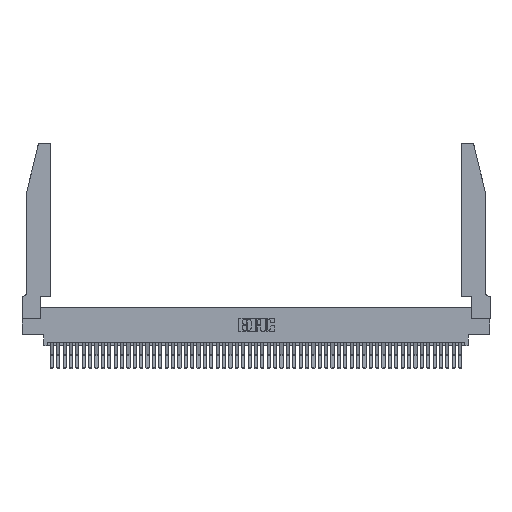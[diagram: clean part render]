
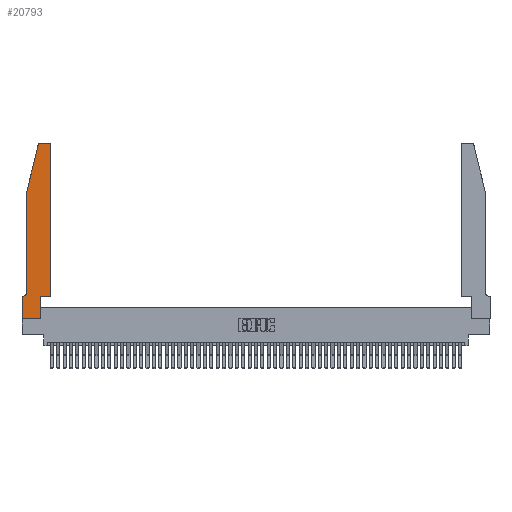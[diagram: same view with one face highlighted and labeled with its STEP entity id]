
A CAD part, top view. The second image highlights one B-rep face of the part: STEP entity #20793.
In plain terms, the highlighted planar face has unit normal (0, 0, 1).
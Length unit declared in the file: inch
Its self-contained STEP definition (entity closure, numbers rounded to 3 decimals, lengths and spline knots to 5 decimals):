
#797 = VECTOR ( 'NONE', #29224, 39.37008 ) ;
#1592 = ORIENTED_EDGE ( 'NONE', *, *, #39744, .T. ) ;
#1741 = CARTESIAN_POINT ( 'NONE',  ( 0., 0.35, 0.37 ) ) ;
#2078 = DIRECTION ( 'NONE',  ( 1., 0., 0. ) ) ;
#2222 = VECTOR ( 'NONE', #15331, 39.37008 ) ;
#2763 = ORIENTED_EDGE ( 'NONE', *, *, #6444, .T. ) ;
#2893 = ORIENTED_EDGE ( 'NONE', *, *, #33085, .T. ) ;
#3519 = CARTESIAN_POINT ( 'NONE',  ( 0.4505, 0.35, 0.37 ) ) ;
#4421 = CARTESIAN_POINT ( 'NONE',  ( 0., 0., 0.37 ) ) ;
#4521 = EDGE_CURVE ( 'NONE', #24460, #47039, #27678, .T. ) ;
#5114 = CARTESIAN_POINT ( 'NONE',  ( 0., 0., 0.37 ) ) ;
#6444 = EDGE_CURVE ( 'NONE', #29455, #9066, #22666, .T. ) ;
#8499 = AXIS2_PLACEMENT_3D ( 'NONE', #46998, #22605, #51075 ) ;
#8769 = DIRECTION ( 'NONE',  ( 0., 1., 0. ) ) ;
#9066 = VERTEX_POINT ( 'NONE', #5114 ) ;
#9698 = LINE ( 'NONE', #29229, #37863 ) ;
#9911 = CARTESIAN_POINT ( 'NONE',  ( 0.4505, 0.35, 0.37 ) ) ;
#10189 = PLANE ( 'NONE',  #12516 ) ;
#10400 = ORIENTED_EDGE ( 'NONE', *, *, #4521, .T. ) ;
#10708 = VERTEX_POINT ( 'NONE', #18614 ) ;
#11424 = DIRECTION ( 'NONE',  ( -1., 0., 0. ) ) ;
#11688 = LINE ( 'NONE', #9911, #32157 ) ;
#11880 = LINE ( 'NONE', #36514, #2222 ) ;
#12265 = DIRECTION ( 'NONE',  ( 0., 0., 1. ) ) ;
#12516 = AXIS2_PLACEMENT_3D ( 'NONE', #22560, #26713, #2078 ) ;
#12821 = VERTEX_POINT ( 'NONE', #26081 ) ;
#14124 = CIRCLE ( 'NONE', #30599, 0.03 ) ;
#15054 = CARTESIAN_POINT ( 'NONE',  ( 0.0755, 2., 0.37 ) ) ;
#15331 = DIRECTION ( 'NONE',  ( -0.239, -0.971, 0. ) ) ;
#16088 = EDGE_CURVE ( 'NONE', #12821, #20107, #51873, .T. ) ;
#16754 = VECTOR ( 'NONE', #11424, 39.37008 ) ;
#18614 = CARTESIAN_POINT ( 'NONE',  ( 0.0755, 0.42, 0.37 ) ) ;
#19223 = FACE_OUTER_BOUND ( 'NONE', #38196, .T. ) ;
#19306 = CARTESIAN_POINT ( 'NONE',  ( 0.0055, 0.35, 0.37 ) ) ;
#19536 = CIRCLE ( 'NONE', #8499, 0.07 ) ;
#19852 = DIRECTION ( 'NONE',  ( 1., 0., 0. ) ) ;
#20072 = CARTESIAN_POINT ( 'NONE',  ( 0.0755, 2., 0.37 ) ) ;
#20107 = VERTEX_POINT ( 'NONE', #21249 ) ;
#20793 = ADVANCED_FACE ( 'NONE', ( #19223 ), #10189, .T. ) ;
#21249 = CARTESIAN_POINT ( 'NONE',  ( 0.4505, 0.35, 0.37 ) ) ;
#21342 = CARTESIAN_POINT ( 'NONE',  ( 0.284, 2.72, 0.37 ) ) ;
#21376 = ORIENTED_EDGE ( 'NONE', *, *, #47682, .T. ) ;
#22560 = CARTESIAN_POINT ( 'NONE',  ( 0., 0.35, 0.37 ) ) ;
#22605 = DIRECTION ( 'NONE',  ( 0., 0., -1. ) ) ;
#22666 = LINE ( 'NONE', #4421, #797 ) ;
#22823 = VERTEX_POINT ( 'NONE', #19306 ) ;
#24460 = VERTEX_POINT ( 'NONE', #52638 ) ;
#24462 = EDGE_CURVE ( 'NONE', #10708, #22823, #19536, .T. ) ;
#25490 = DIRECTION ( 'NONE',  ( 1., 0., 0. ) ) ;
#25530 = VERTEX_POINT ( 'NONE', #28799 ) ;
#25585 = AXIS2_PLACEMENT_3D ( 'NONE', #21342, #49807, #25490 ) ;
#26081 = CARTESIAN_POINT ( 'NONE',  ( 0.2865, 0.35, 0.37 ) ) ;
#26318 = VERTEX_POINT ( 'NONE', #38079 ) ;
#26713 = DIRECTION ( 'NONE',  ( 0., 0., 1. ) ) ;
#27292 = LINE ( 'NONE', #20072, #36745 ) ;
#27351 = ORIENTED_EDGE ( 'NONE', *, *, #34671, .T. ) ;
#27352 = VECTOR ( 'NONE', #43617, 39.37008 ) ;
#27678 = LINE ( 'NONE', #43922, #16754 ) ;
#28799 = CARTESIAN_POINT ( 'NONE',  ( 0.25487, 2.72718, 0.37 ) ) ;
#29224 = DIRECTION ( 'NONE',  ( 0., -1., 0. ) ) ;
#29229 = CARTESIAN_POINT ( 'NONE',  ( 0.2865, 0.35, 0.37 ) ) ;
#29455 = VERTEX_POINT ( 'NONE', #1741 ) ;
#29605 = VECTOR ( 'NONE', #45400, 39.37008 ) ;
#30556 = ORIENTED_EDGE ( 'NONE', *, *, #32341, .T. ) ;
#30599 = AXIS2_PLACEMENT_3D ( 'NONE', #36687, #12265, #40833 ) ;
#30698 = VERTEX_POINT ( 'NONE', #15054 ) ;
#32157 = VECTOR ( 'NONE', #42612, 39.37008 ) ;
#32296 = ORIENTED_EDGE ( 'NONE', *, *, #35201, .T. ) ;
#32341 = EDGE_CURVE ( 'NONE', #47039, #25530, #40065, .T. ) ;
#33085 = EDGE_CURVE ( 'NONE', #30698, #10708, #27292, .T. ) ;
#33286 = CARTESIAN_POINT ( 'NONE',  ( 0., 0., 0.37 ) ) ;
#34671 = EDGE_CURVE ( 'NONE', #20107, #40186, #11688, .T. ) ;
#35201 = EDGE_CURVE ( 'NONE', #9066, #26318, #51172, .T. ) ;
#35600 = CARTESIAN_POINT ( 'NONE',  ( 0.4505, 2.72, 0.37 ) ) ;
#36514 = CARTESIAN_POINT ( 'NONE',  ( 0.0755, 2., 0.37 ) ) ;
#36687 = CARTESIAN_POINT ( 'NONE',  ( 0.4205, 2.72, 0.37 ) ) ;
#36745 = VECTOR ( 'NONE', #40395, 39.37008 ) ;
#36825 = CARTESIAN_POINT ( 'NONE',  ( 0.284, 2.75, 0.37 ) ) ;
#37863 = VECTOR ( 'NONE', #8769, 39.37008 ) ;
#37951 = ORIENTED_EDGE ( 'NONE', *, *, #24462, .T. ) ;
#38005 = EDGE_CURVE ( 'NONE', #26318, #12821, #9698, .T. ) ;
#38079 = CARTESIAN_POINT ( 'NONE',  ( 0.2865, 0., 0.37 ) ) ;
#38196 = EDGE_LOOP ( 'NONE', ( #10400, #30556, #21376, #2893, #37951, #38646, #2763, #32296, #46938, #44424, #27351, #1592 ) ) ;
#38646 = ORIENTED_EDGE ( 'NONE', *, *, #47308, .T. ) ;
#39487 = CARTESIAN_POINT ( 'NONE',  ( 0.0755, 0.35, 0.37 ) ) ;
#39744 = EDGE_CURVE ( 'NONE', #40186, #24460, #14124, .T. ) ;
#40065 = CIRCLE ( 'NONE', #25585, 0.03 ) ;
#40186 = VERTEX_POINT ( 'NONE', #35600 ) ;
#40395 = DIRECTION ( 'NONE',  ( 0., -1., 0. ) ) ;
#40666 = LINE ( 'NONE', #39487, #27352 ) ;
#40833 = DIRECTION ( 'NONE',  ( 1., 0., 0. ) ) ;
#42612 = DIRECTION ( 'NONE',  ( 0., 1., 0. ) ) ;
#43617 = DIRECTION ( 'NONE',  ( -1., 0., 0. ) ) ;
#43922 = CARTESIAN_POINT ( 'NONE',  ( 0.2605, 2.75, 0.37 ) ) ;
#44424 = ORIENTED_EDGE ( 'NONE', *, *, #16088, .T. ) ;
#45400 = DIRECTION ( 'NONE',  ( 1., 0., 0. ) ) ;
#46938 = ORIENTED_EDGE ( 'NONE', *, *, #38005, .T. ) ;
#46998 = CARTESIAN_POINT ( 'NONE',  ( 0.0055, 0.42, 0.37 ) ) ;
#47039 = VERTEX_POINT ( 'NONE', #36825 ) ;
#47308 = EDGE_CURVE ( 'NONE', #22823, #29455, #40666, .T. ) ;
#47682 = EDGE_CURVE ( 'NONE', #25530, #30698, #11880, .T. ) ;
#49807 = DIRECTION ( 'NONE',  ( 0., 0., 1. ) ) ;
#50610 = VECTOR ( 'NONE', #19852, 39.37008 ) ;
#51075 = DIRECTION ( 'NONE',  ( -1., 0., 0. ) ) ;
#51172 = LINE ( 'NONE', #33286, #29605 ) ;
#51873 = LINE ( 'NONE', #3519, #50610 ) ;
#52638 = CARTESIAN_POINT ( 'NONE',  ( 0.4205, 2.75, 0.37 ) ) ;
